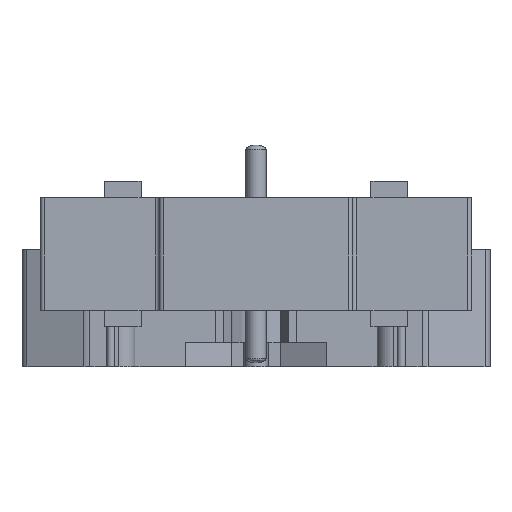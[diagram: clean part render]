
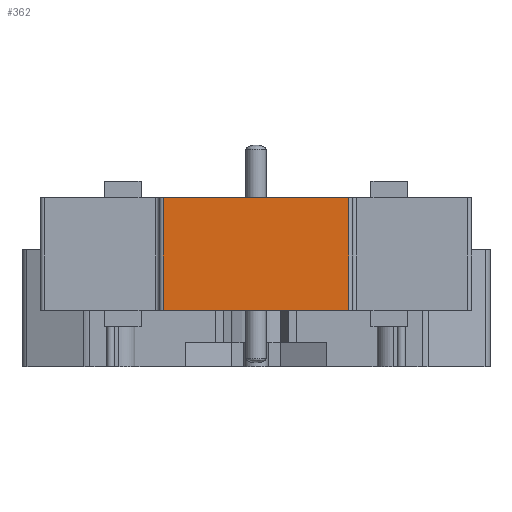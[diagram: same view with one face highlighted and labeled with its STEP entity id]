
A CAD part, front view. The second image highlights one B-rep face of the part: STEP entity #362.
In plain terms, the highlighted planar face has unit normal (0, -1, 0).
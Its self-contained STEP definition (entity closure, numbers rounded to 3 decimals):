
#108 = LINE ( 'NONE', #874, #3305 ) ;
#134 = CARTESIAN_POINT ( 'NONE',  ( -12., -21.75, 14. ) ) ;
#362 = ADVANCED_FACE ( 'NONE', ( #3625 ), #4895, .F. ) ;
#470 = LINE ( 'NONE', #134, #4778 ) ;
#498 = VERTEX_POINT ( 'NONE', #1842 ) ;
#538 = CARTESIAN_POINT ( 'NONE',  ( -11.5, -21.75, 0. ) ) ;
#835 = ORIENTED_EDGE ( 'NONE', *, *, #1878, .F. ) ;
#874 = CARTESIAN_POINT ( 'NONE',  ( 11.5, -21.75, 14. ) ) ;
#922 = LINE ( 'NONE', #2749, #3156 ) ;
#1358 = CARTESIAN_POINT ( 'NONE',  ( 11.5, -21.75, 14. ) ) ;
#1521 = ORIENTED_EDGE ( 'NONE', *, *, #2555, .T. ) ;
#1684 = LINE ( 'NONE', #4392, #3763 ) ;
#1842 = CARTESIAN_POINT ( 'NONE',  ( 11.5, -21.75, 0. ) ) ;
#1878 = EDGE_CURVE ( 'NONE', #4102, #2331, #470, .T. ) ;
#2248 = EDGE_CURVE ( 'NONE', #498, #2331, #108, .T. ) ;
#2331 = VERTEX_POINT ( 'NONE', #1358 ) ;
#2500 = DIRECTION ( 'NONE',  ( -1., 0., 0. ) ) ;
#2513 = CARTESIAN_POINT ( 'NONE',  ( -11.5, -21.75, 14. ) ) ;
#2555 = EDGE_CURVE ( 'NONE', #3407, #498, #1684, .T. ) ;
#2649 = DIRECTION ( 'NONE',  ( 1., 0., 0. ) ) ;
#2749 = CARTESIAN_POINT ( 'NONE',  ( -11.5, -21.75, 14. ) ) ;
#2943 = DIRECTION ( 'NONE',  ( 0., 1., 0. ) ) ;
#3087 = EDGE_LOOP ( 'NONE', ( #1521, #3723, #835, #4397 ) ) ;
#3156 = VECTOR ( 'NONE', #5256, 1000. ) ;
#3305 = VECTOR ( 'NONE', #4224, 1000. ) ;
#3407 = VERTEX_POINT ( 'NONE', #538 ) ;
#3625 = FACE_OUTER_BOUND ( 'NONE', #3087, .T. ) ;
#3723 = ORIENTED_EDGE ( 'NONE', *, *, #2248, .T. ) ;
#3763 = VECTOR ( 'NONE', #5240, 1000. ) ;
#3781 = CARTESIAN_POINT ( 'NONE',  ( -12., -21.75, 14. ) ) ;
#4102 = VERTEX_POINT ( 'NONE', #2513 ) ;
#4224 = DIRECTION ( 'NONE',  ( 0., 0., 1. ) ) ;
#4392 = CARTESIAN_POINT ( 'NONE',  ( -12., -21.75, 0. ) ) ;
#4397 = ORIENTED_EDGE ( 'NONE', *, *, #4811, .T. ) ;
#4676 = AXIS2_PLACEMENT_3D ( 'NONE', #3781, #2943, #2500 ) ;
#4778 = VECTOR ( 'NONE', #2649, 1000. ) ;
#4811 = EDGE_CURVE ( 'NONE', #4102, #3407, #922, .T. ) ;
#4895 = PLANE ( 'NONE',  #4676 ) ;
#5240 = DIRECTION ( 'NONE',  ( 1., 0., 0. ) ) ;
#5256 = DIRECTION ( 'NONE',  ( 0., 0., -1. ) ) ;
